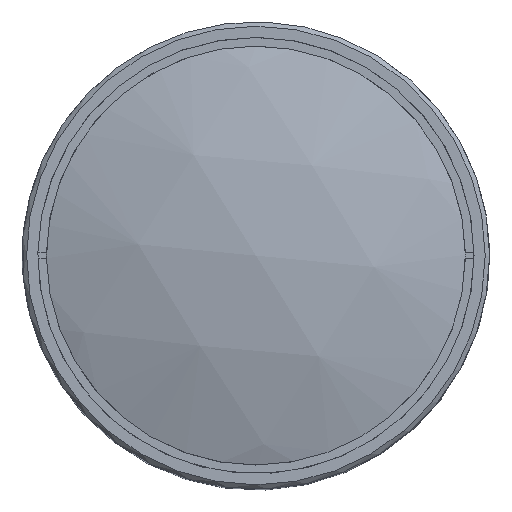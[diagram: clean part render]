
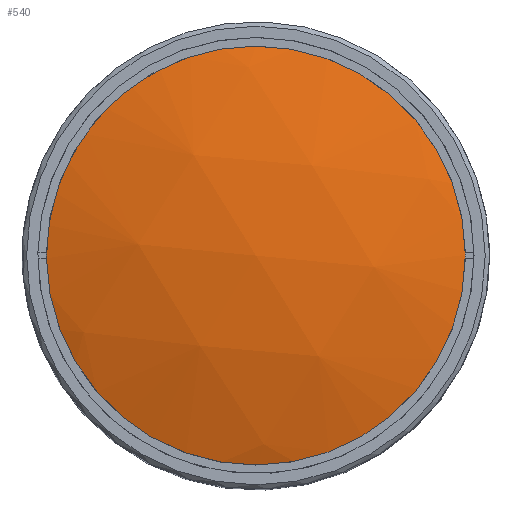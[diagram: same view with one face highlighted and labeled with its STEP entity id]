
A CAD part, top view. The second image highlights one B-rep face of the part: STEP entity #540.
In plain terms, the highlighted spherical face has radius 144.54 mm.
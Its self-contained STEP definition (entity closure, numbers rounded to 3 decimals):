
#524=CARTESIAN_POINT('',(0.,0.,-150.551));
#525=DIRECTION('',(0.85,-0.528,0.));
#526=DIRECTION('',(0.0,0.0,-1.0));
#527=AXIS2_PLACEMENT_3D('',#524,#525,#526);
#528=SPHERICAL_SURFACE('',#527,144.54);
#529=CARTESIAN_POINT('',(0.0,47.5,-14.039));
#530=VERTEX_POINT('',#529);
#531=CARTESIAN_POINT('',(0.,0.,-14.039));
#532=DIRECTION('',(0.0,0.0,1.0));
#533=DIRECTION('',(0.0,1.0,0.0));
#534=AXIS2_PLACEMENT_3D('',#531,#532,#533);
#535=CIRCLE('',#534,47.5);
#536=EDGE_CURVE('',#530,#530,#535,.T.);
#537=ORIENTED_EDGE('',*,*,#536,.T.);
#538=EDGE_LOOP('',(#537));
#539=FACE_OUTER_BOUND('',#538,.T.);
#540=ADVANCED_FACE('',(#539),#528,.T.);
